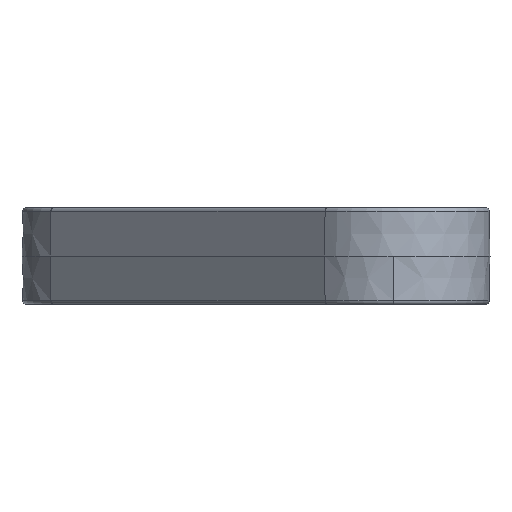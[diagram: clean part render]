
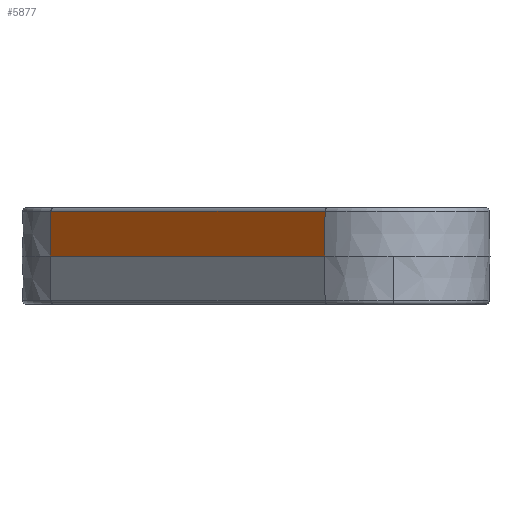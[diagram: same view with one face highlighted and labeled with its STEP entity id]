
A CAD part, left-side view. The second image highlights one B-rep face of the part: STEP entity #5877.
In plain terms, the highlighted planar face has unit normal (-0.707, 0.707, 0.018).
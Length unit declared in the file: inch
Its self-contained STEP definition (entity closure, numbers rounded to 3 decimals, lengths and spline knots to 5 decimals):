
#40 = CARTESIAN_POINT ( 'NONE',  ( -0.17536, 0.17536, 0.11517 ) ) ;
#42 = ORIENTED_EDGE ( 'NONE', *, *, #2588, .T. ) ;
#939 = CARTESIAN_POINT ( 'NONE',  ( -0.17678, 0.17678, 0. ) ) ;
#1005 = DIRECTION ( 'NONE',  ( -0.707, -0.707, 0. ) ) ;
#2249 = LINE ( 'NONE', #939, #4580 ) ;
#2588 = EDGE_CURVE ( 'NONE', #13458, #12989, #3228, .T. ) ;
#2908 = CARTESIAN_POINT ( 'NONE',  ( -0.17678, 0.17678, 0. ) ) ;
#3071 = EDGE_LOOP ( 'NONE', ( #3506, #3133, #42, #14180 ) ) ;
#3133 = ORIENTED_EDGE ( 'NONE', *, *, #13491, .T. ) ;
#3228 = LINE ( 'NONE', #7676, #5614 ) ;
#3506 = ORIENTED_EDGE ( 'NONE', *, *, #11146, .F. ) ;
#4472 = DIRECTION ( 'NONE',  ( 0.707, 0.707, 0. ) ) ;
#4580 = VECTOR ( 'NONE', #5323, 39.37008 ) ;
#5321 = DIRECTION ( 'NONE',  ( 0.707, 0.707, 0. ) ) ;
#5323 = DIRECTION ( 'NONE',  ( -0.012, 0.012, -1. ) ) ;
#5441 = CARTESIAN_POINT ( 'NONE',  ( 0.53033, 0.88388, 0. ) ) ;
#5443 = AXIS2_PLACEMENT_3D ( 'NONE', #12063, #14161, #1005 ) ;
#5614 = VECTOR ( 'NONE', #6582, 39.37008 ) ;
#5877 = ADVANCED_FACE ( 'NONE', ( #9656 ), #11849, .T. ) ;
#6267 = CARTESIAN_POINT ( 'NONE',  ( -0.17678, 0.17678, 0. ) ) ;
#6582 = DIRECTION ( 'NONE',  ( -0.012, 0.012, -1. ) ) ;
#7676 = CARTESIAN_POINT ( 'NONE',  ( 0.53033, 0.88388, 0. ) ) ;
#7753 = CARTESIAN_POINT ( 'NONE',  ( 0.53175, 0.88246, 0.11517 ) ) ;
#7792 = CARTESIAN_POINT ( 'NONE',  ( -0.17536, 0.17536, 0.11517 ) ) ;
#9049 = VECTOR ( 'NONE', #5321, 39.37008 ) ;
#9529 = LINE ( 'NONE', #6267, #9049 ) ;
#9656 = FACE_OUTER_BOUND ( 'NONE', #3071, .T. ) ;
#9992 = LINE ( 'NONE', #40, #13905 ) ;
#11146 = EDGE_CURVE ( 'NONE', #12321, #13725, #2249, .T. ) ;
#11849 = PLANE ( 'NONE',  #5443 ) ;
#12063 = CARTESIAN_POINT ( 'NONE',  ( -0.17678, 0.17678, 0. ) ) ;
#12321 = VERTEX_POINT ( 'NONE', #7792 ) ;
#12989 = VERTEX_POINT ( 'NONE', #5441 ) ;
#13458 = VERTEX_POINT ( 'NONE', #7753 ) ;
#13491 = EDGE_CURVE ( 'NONE', #12321, #13458, #9992, .T. ) ;
#13725 = VERTEX_POINT ( 'NONE', #2908 ) ;
#13777 = EDGE_CURVE ( 'NONE', #13725, #12989, #9529, .T. ) ;
#13905 = VECTOR ( 'NONE', #4472, 39.37008 ) ;
#14161 = DIRECTION ( 'NONE',  ( -0.707, 0.707, 0.017 ) ) ;
#14180 = ORIENTED_EDGE ( 'NONE', *, *, #13777, .F. ) ;
